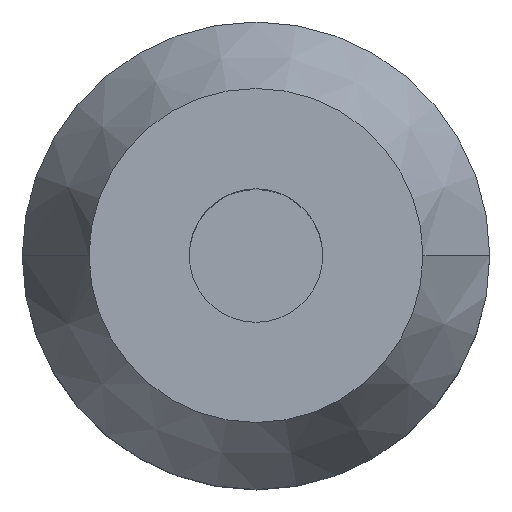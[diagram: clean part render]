
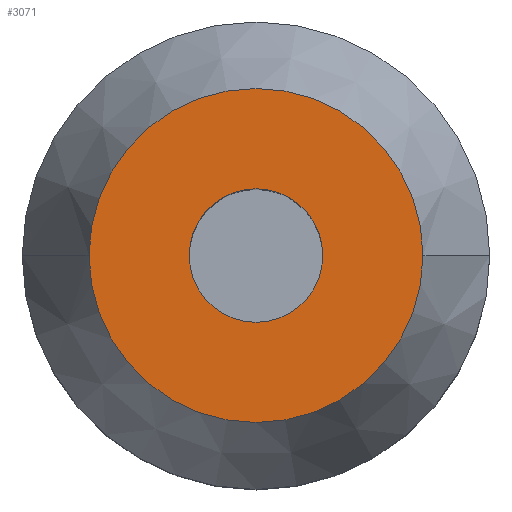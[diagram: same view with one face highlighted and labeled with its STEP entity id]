
A CAD part, top view. The second image highlights one B-rep face of the part: STEP entity #3071.
In plain terms, the highlighted planar face has unit normal (0, 0, 1).
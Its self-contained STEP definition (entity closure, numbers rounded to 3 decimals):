
#54 = CIRCLE ( 'NONE', #3271, 15. ) ;
#63 = DIRECTION ( 'NONE',  ( -1., 0., 0. ) ) ;
#210 = ORIENTED_EDGE ( 'NONE', *, *, #2268, .T. ) ;
#388 = CARTESIAN_POINT ( 'NONE',  ( 0., 15., 55. ) ) ;
#467 = VERTEX_POINT ( 'NONE', #1572 ) ;
#518 = AXIS2_PLACEMENT_3D ( 'NONE', #388, #2816, #1081 ) ;
#648 = CIRCLE ( 'NONE', #3809, 15. ) ;
#825 = DIRECTION ( 'NONE',  ( 0., 0., -1. ) ) ;
#854 = VERTEX_POINT ( 'NONE', #2163 ) ;
#914 = DIRECTION ( 'NONE',  ( -1., 0., 0. ) ) ;
#925 = VERTEX_POINT ( 'NONE', #2598 ) ;
#1034 = CARTESIAN_POINT ( 'NONE',  ( -6., 0., 55. ) ) ;
#1081 = DIRECTION ( 'NONE',  ( 1., 0., 0. ) ) ;
#1202 = ORIENTED_EDGE ( 'NONE', *, *, #3948, .F. ) ;
#1237 = CARTESIAN_POINT ( 'NONE',  ( 0., 0., 55. ) ) ;
#1273 = VERTEX_POINT ( 'NONE', #1034 ) ;
#1572 = CARTESIAN_POINT ( 'NONE',  ( -15., 0., 55. ) ) ;
#1646 = EDGE_CURVE ( 'NONE', #925, #467, #648, .T. ) ;
#1820 = CARTESIAN_POINT ( 'NONE',  ( 0., 0., 55. ) ) ;
#1928 = AXIS2_PLACEMENT_3D ( 'NONE', #1237, #2341, #914 ) ;
#1981 = EDGE_LOOP ( 'NONE', ( #210, #3536 ) ) ;
#2106 = DIRECTION ( 'NONE',  ( 0., 0., -1. ) ) ;
#2121 = CARTESIAN_POINT ( 'NONE',  ( 0., 0., 55. ) ) ;
#2163 = CARTESIAN_POINT ( 'NONE',  ( 6., 0., 55. ) ) ;
#2268 = EDGE_CURVE ( 'NONE', #1273, #854, #4148, .T. ) ;
#2341 = DIRECTION ( 'NONE',  ( 0., 0., -1. ) ) ;
#2452 = PLANE ( 'NONE',  #518 ) ;
#2543 = AXIS2_PLACEMENT_3D ( 'NONE', #1820, #825, #3240 ) ;
#2598 = CARTESIAN_POINT ( 'NONE',  ( 15., 0., 55. ) ) ;
#2706 = CIRCLE ( 'NONE', #1928, 6. ) ;
#2816 = DIRECTION ( 'NONE',  ( 0., 0., 1. ) ) ;
#3071 = ADVANCED_FACE ( 'NONE', ( #4460, #3314 ), #2452, .T. ) ;
#3240 = DIRECTION ( 'NONE',  ( -1., 0., 0. ) ) ;
#3271 = AXIS2_PLACEMENT_3D ( 'NONE', #2121, #2106, #63 ) ;
#3314 = FACE_OUTER_BOUND ( 'NONE', #4411, .T. ) ;
#3536 = ORIENTED_EDGE ( 'NONE', *, *, #4390, .T. ) ;
#3809 = AXIS2_PLACEMENT_3D ( 'NONE', #4285, #4327, #3955 ) ;
#3948 = EDGE_CURVE ( 'NONE', #467, #925, #54, .T. ) ;
#3955 = DIRECTION ( 'NONE',  ( -1., 0., 0. ) ) ;
#4148 = CIRCLE ( 'NONE', #2543, 6. ) ;
#4285 = CARTESIAN_POINT ( 'NONE',  ( 0., 0., 55. ) ) ;
#4327 = DIRECTION ( 'NONE',  ( 0., 0., -1. ) ) ;
#4338 = ORIENTED_EDGE ( 'NONE', *, *, #1646, .F. ) ;
#4390 = EDGE_CURVE ( 'NONE', #854, #1273, #2706, .T. ) ;
#4411 = EDGE_LOOP ( 'NONE', ( #1202, #4338 ) ) ;
#4460 = FACE_BOUND ( 'NONE', #1981, .T. ) ;
